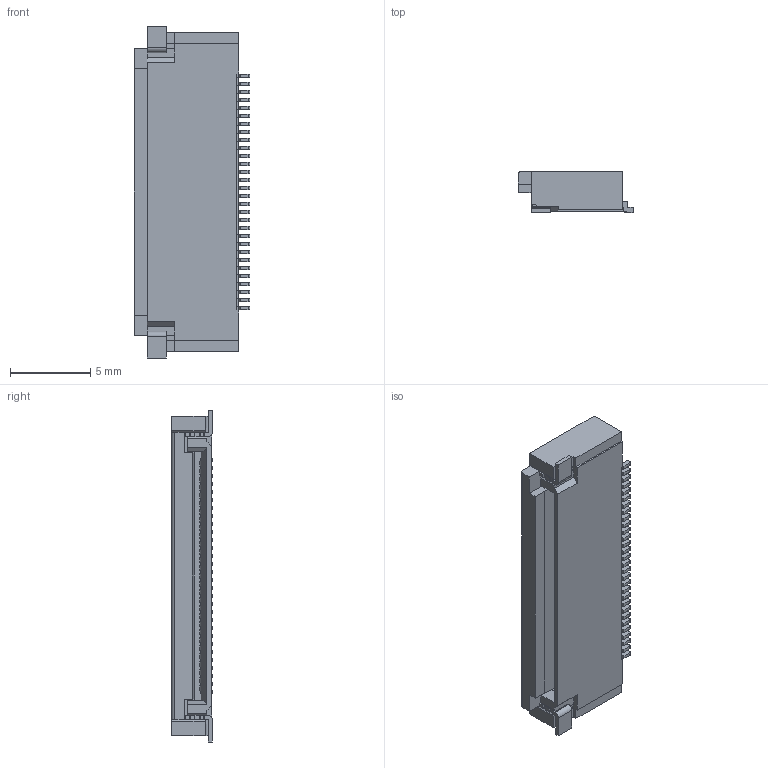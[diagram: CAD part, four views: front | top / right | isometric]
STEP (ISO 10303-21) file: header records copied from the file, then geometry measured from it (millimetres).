
FILE_DESCRIPTION (( 'STEP AP214' ), '1' );
FILE_NAME ('FPC30L0_5.STEP', '2021-04-23T02:39:01', ( 'boksop' ), ( '' ), 'SwSTEP 2.0', 'SolidWorks 2020', '' );
FILE_SCHEMA (( 'AUTOMOTIVE_DESIGN' ));
Length unit declared in the file: millimetre
Products named in the file (1): FPC30L0_5
Bounding box: 7.2 x 2.55 x 20.7 mm (x, y, z)
Volume: 237.1 mm3; surface area: 650.2 mm2
Topology: 1 solids, 1 shells, 1034 faces, 3086 edges, 2052 vertices
Faces by surface type: plane 837, cylinder 197
Entity records: 34626 total; most frequent: CARTESIAN_POINT 6179, ORIENTED_EDGE 6172, DIRECTION 5548, EDGE_CURVE 3086, LINE 2690, VECTOR 2690, VERTEX_POINT 2052, AXIS2_PLACEMENT_3D 1429
